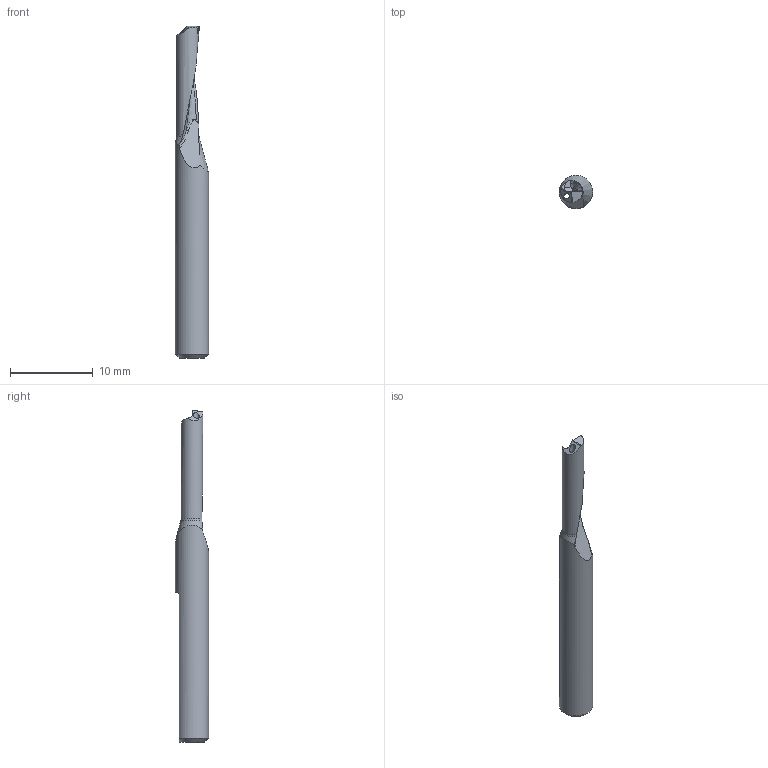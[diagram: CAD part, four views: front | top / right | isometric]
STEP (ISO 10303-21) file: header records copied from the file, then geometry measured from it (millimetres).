
FILE_DESCRIPTION (( 'STEP AP203' ), '1' );
FILE_NAME ('RDT.3-13R10.step', '2024-03-07T09:55:09', ( '' ), ( '' ), 'SwSTEP 2.0', 'SolidWorks 2022', '' );
FILE_SCHEMA (( 'CONFIG_CONTROL_DESIGN' ));
Length unit declared in the file: millimetre
Products named in the file (1): RDT.3-13R10
Bounding box: 4 x 4 x 40 mm (x, y, z)
Volume: 339.9 mm3; surface area: 530.4 mm2
Topology: 1 solids, 1 shells, 32 faces, 90 edges, 59 vertices
Faces by surface type: plane 13, cylinder 9, bspline 6, cone 2, torus 2
Full cylindrical faces by diameter (mm): 0.7 x1, 4 x1
Entity records: 1504 total; most frequent: CARTESIAN_POINT 766, ORIENTED_EDGE 170, DIRECTION 93, EDGE_CURVE 85, VERTEX_POINT 56, B_SPLINE_CURVE_WITH_KNOTS 36, EDGE_LOOP 35, AXIS2_PLACEMENT_3D 35
